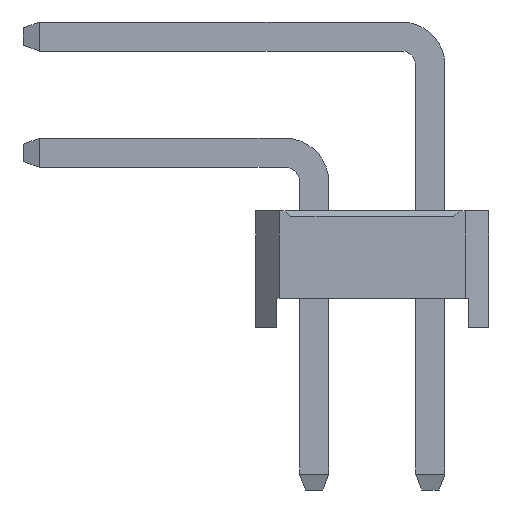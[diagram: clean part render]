
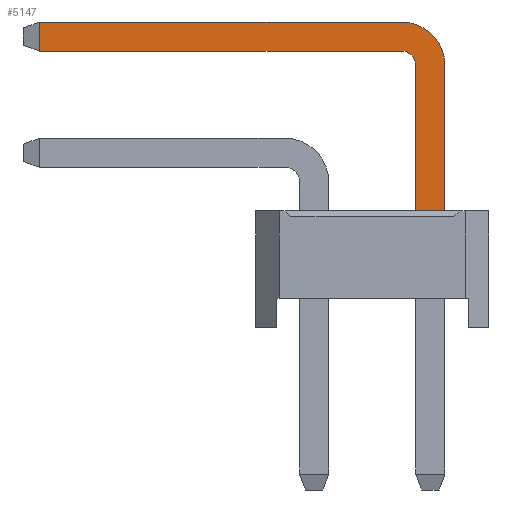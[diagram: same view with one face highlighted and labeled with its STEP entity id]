
A CAD part, left-side view. The second image highlights one B-rep face of the part: STEP entity #5147.
In plain terms, the highlighted planar face has unit normal (-1, 0, 0).
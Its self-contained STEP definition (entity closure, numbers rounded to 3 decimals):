
#5147=ADVANCED_FACE('',(#22687),#22689,.T.);
#22687=FACE_BOUND('',#22688,.T.);
#22688=EDGE_LOOP('',(#36885,#36886,#36887,#36888,#36889,#36890,#36891,#36892));
#22689=PLANE('',#22690);
#22690=AXIS2_PLACEMENT_3D('',#22691,#22692,#22693);
#22691=CARTESIAN_POINT('',(-0.25,-1.75,-2.8));
#22692=DIRECTION('',(-1.,0.,0.));
#22693=DIRECTION('',(0.,-1.,0.));
#36885=ORIENTED_EDGE('',*,*,#45632,.F.);
#36886=ORIENTED_EDGE('',*,*,#45633,.F.);
#36887=ORIENTED_EDGE('',*,*,#45634,.F.);
#36888=ORIENTED_EDGE('',*,*,#45635,.F.);
#36889=ORIENTED_EDGE('',*,*,#43447,.T.);
#36890=ORIENTED_EDGE('',*,*,#45631,.T.);
#36891=ORIENTED_EDGE('',*,*,#45636,.T.);
#36892=ORIENTED_EDGE('',*,*,#45637,.T.);
#43447=EDGE_CURVE('',#48898,#48896,#48899,.T.);
#45631=EDGE_CURVE('',#48896,#52648,#52650,.T.);
#45632=EDGE_CURVE('',#52651,#52652,#52653,.T.);
#45633=EDGE_CURVE('',#52654,#52651,#52655,.T.);
#45634=EDGE_CURVE('',#52656,#52654,#52657,.T.);
#45635=EDGE_CURVE('',#48898,#52656,#52658,.T.);
#45636=EDGE_CURVE('',#52648,#52659,#52660,.T.);
#45637=EDGE_CURVE('',#52659,#52652,#52661,.T.);
#48896=VERTEX_POINT('',#57934);
#48898=VERTEX_POINT('',#57938);
#48899=LINE('',#57939,#57940);
#52648=VERTEX_POINT('',#66192);
#52650=LINE('',#66196,#66197);
#52651=VERTEX_POINT('',#66199);
#52652=VERTEX_POINT('',#66200);
#52653=LINE('',#66201,#66202);
#52654=VERTEX_POINT('',#66204);
#52655=LINE('',#66205,#66206);
#52656=VERTEX_POINT('',#66208);
#52657=CIRCLE('',#66209,0.25);
#52658=LINE('',#66213,#66214);
#52659=VERTEX_POINT('',#66216);
#52660=CIRCLE('',#66217,0.75);
#52661=LINE('',#66221,#66222);
#57934=CARTESIAN_POINT('',(-0.25,-2.25,2.));
#57938=CARTESIAN_POINT('',(-0.25,-1.75,2.));
#57939=CARTESIAN_POINT('',(-0.25,-1.75,2.));
#57940=VECTOR('',#57941,1.);
#57941=DIRECTION('',(0.,-1.,0.));
#66192=CARTESIAN_POINT('',(-0.25,-2.25,4.5));
#66196=CARTESIAN_POINT('',(-0.25,-2.25,2.));
#66197=VECTOR('',#66198,1.);
#66198=DIRECTION('',(0.,0.,1.));
#66199=CARTESIAN_POINT('',(-0.25,4.725,4.75));
#66200=CARTESIAN_POINT('',(-0.25,4.725,5.25));
#66201=CARTESIAN_POINT('',(-0.25,4.725,4.75));
#66202=VECTOR('',#66203,1.);
#66203=DIRECTION('',(0.,0.,1.));
#66204=CARTESIAN_POINT('',(-0.25,-1.5,4.75));
#66205=CARTESIAN_POINT('',(-0.25,-1.5,4.75));
#66206=VECTOR('',#66207,1.);
#66207=DIRECTION('',(0.,1.,0.));
#66208=CARTESIAN_POINT('',(-0.25,-1.75,4.5));
#66209=AXIS2_PLACEMENT_3D('',#66210,#66211,#66212);
#66210=CARTESIAN_POINT('',(-0.25,-1.5,4.5));
#66211=DIRECTION('',(-1.,-0.,0.));
#66212=DIRECTION('',(0.,-1.,0.));
#66213=CARTESIAN_POINT('',(-0.25,-1.75,2.));
#66214=VECTOR('',#66215,1.);
#66215=DIRECTION('',(0.,0.,1.));
#66216=CARTESIAN_POINT('',(-0.25,-1.5,5.25));
#66217=AXIS2_PLACEMENT_3D('',#66218,#66219,#66220);
#66218=CARTESIAN_POINT('',(-0.25,-1.5,4.5));
#66219=DIRECTION('',(-1.,-0.,0.));
#66220=DIRECTION('',(0.,-1.,0.));
#66221=CARTESIAN_POINT('',(-0.25,-1.5,5.25));
#66222=VECTOR('',#66223,1.);
#66223=DIRECTION('',(0.,1.,0.));
